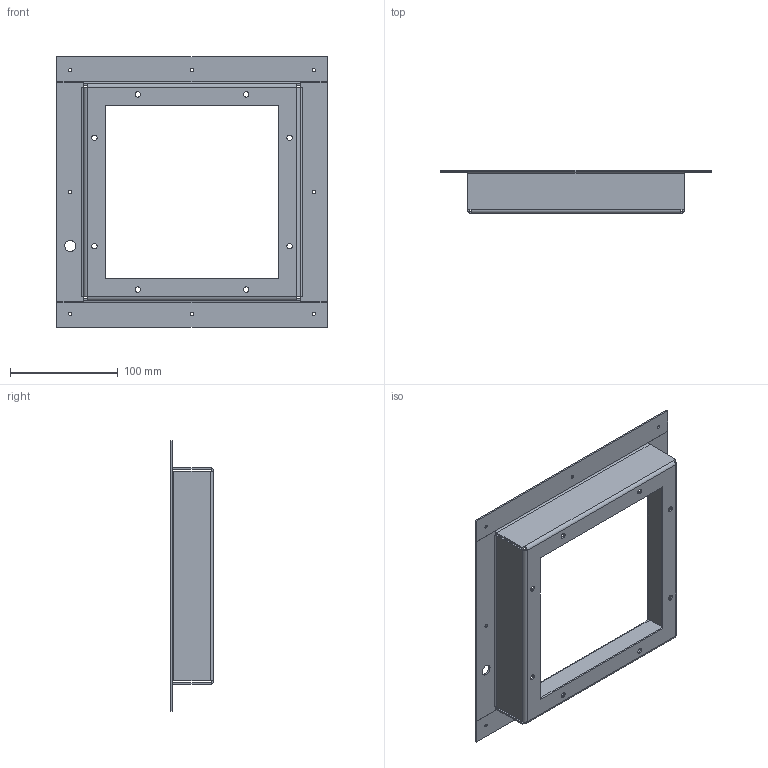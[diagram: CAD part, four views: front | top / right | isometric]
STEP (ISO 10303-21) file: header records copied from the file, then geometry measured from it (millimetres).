
FILE_DESCRIPTION(/* description */ (''),/* implementation_level */ '2;1');
FILE_NAME(/* name */ 'reservoir.stp',/* time_stamp */ '2016-06-12T17:59:41-07:00',/* author */ ('cruiser'),/* organization */ (''),/* preprocessor_version */ 'ST-DEVELOPER v15.2',/* originating_system */ 'Autodesk Inventor 2014',/* authorisation */ '');
FILE_SCHEMA (('AUTOMOTIVE_DESIGN { 1 0 10303 214 3 1 1 }'));
Length unit declared in the file: millimetre
Products named in the file (1): reservoir
Bounding box: 251 x 40 x 251 mm (x, y, z)
Volume: 103987.4 mm3; surface area: 134851.7 mm2
Topology: 1 solids, 1 shells, 107 faces, 271 edges, 158 vertices
Faces by surface type: plane 74, cylinder 33
Full cylindrical faces by diameter (mm): 3 x8, 5 x8, 10.3 x1
Entity records: 3166 total; most frequent: DIRECTION 548, CARTESIAN_POINT 520, ORIENTED_EDGE 508, EDGE_CURVE 254, AXIS2_PLACEMENT_3D 186, LINE 176, VECTOR 176, EDGE_LOOP 160
